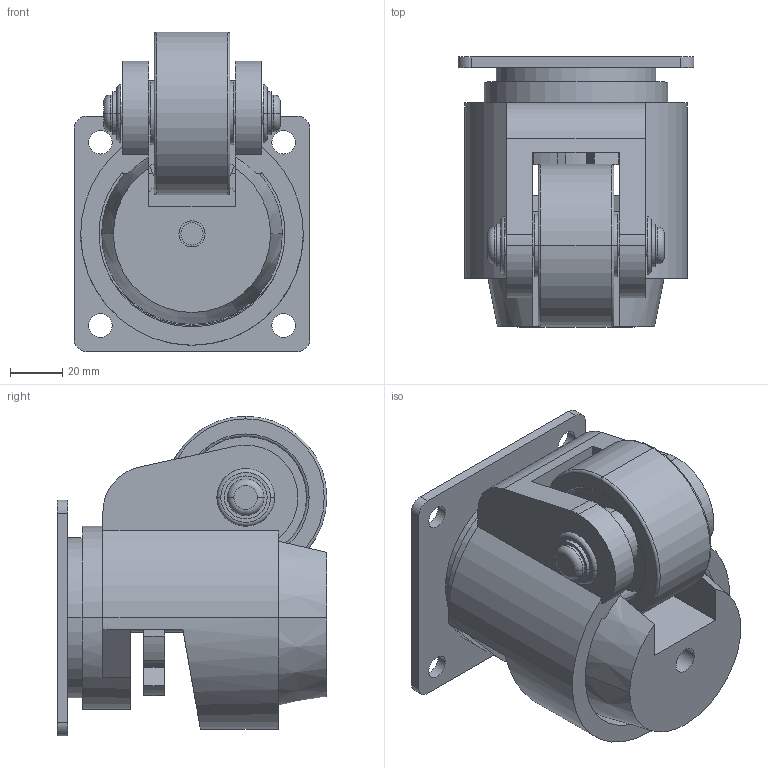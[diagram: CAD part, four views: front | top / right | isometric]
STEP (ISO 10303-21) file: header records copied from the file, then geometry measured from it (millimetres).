
FILE_DESCRIPTION (( 'STEP AP203' ), '1' );
FILE_NAME ('163013.step', '2023-01-11T15:42:09', ( '' ), ( '' ), 'SwSTEP 2.0', 'SolidWorks 2021', '' );
FILE_SCHEMA (( 'CONFIG_CONTROL_DESIGN' ));
Length unit declared in the file: inch
Products named in the file (1): 163013
Bounding box: 90 x 103 x 122 mm (x, y, z)
Volume: 453545.4 mm3; surface area: 98240.3 mm2
Topology: 1 solids, 1 shells, 167 faces, 451 edges, 298 vertices
Faces by surface type: cylinder 85, plane 63, torus 16, cone 3
Entity records: 5898 total; most frequent: CARTESIAN_POINT 1378, DIRECTION 996, ORIENTED_EDGE 902, EDGE_CURVE 451, AXIS2_PLACEMENT_3D 387, VERTEX_POINT 298, LINE 222, VECTOR 222
